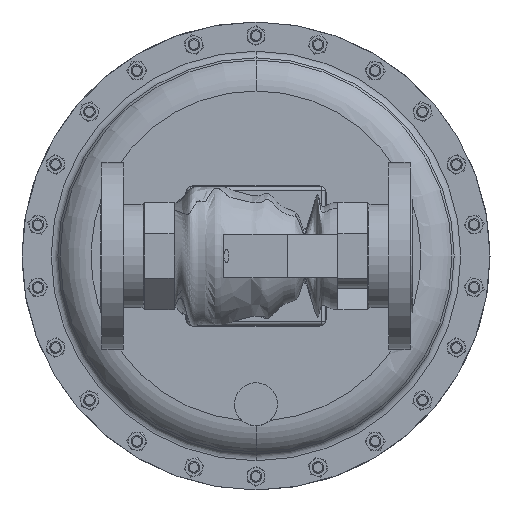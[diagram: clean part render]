
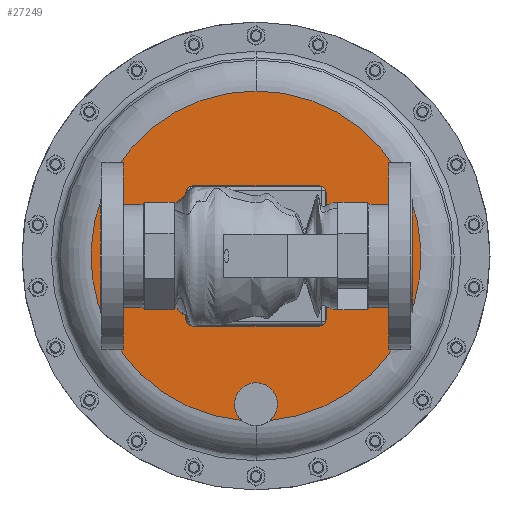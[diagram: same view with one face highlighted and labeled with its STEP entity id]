
A CAD part, front view. The second image highlights one B-rep face of the part: STEP entity #27249.
In plain terms, the highlighted planar face has unit normal (0, -1, 0).
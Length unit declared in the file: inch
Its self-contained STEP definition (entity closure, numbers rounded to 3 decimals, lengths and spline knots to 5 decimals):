
#411 = ORIENTED_EDGE ( 'NONE', *, *, #13537, .T. ) ;
#1672 = ORIENTED_EDGE ( 'NONE', *, *, #22772, .F. ) ;
#3019 = AXIS2_PLACEMENT_3D ( 'NONE', #3858, #40207, #9080 ) ;
#3120 = CIRCLE ( 'NONE', #61514, 0.97 ) ;
#3546 = CARTESIAN_POINT ( 'NONE',  ( 2.3337, 9.63964, 3.32639 ) ) ;
#3858 = CARTESIAN_POINT ( 'NONE',  ( 2.3337, 9.63964, 8.07639 ) ) ;
#5960 = DIRECTION ( 'NONE',  ( 0., -1., 0. ) ) ;
#6768 = CARTESIAN_POINT ( 'NONE',  ( 2.3337, 9.63964, 3.32639 ) ) ;
#8752 = DIRECTION ( 'NONE',  ( -0.999, 0., 0.046 ) ) ;
#9080 = DIRECTION ( 'NONE',  ( 0., 0., -1. ) ) ;
#9234 = EDGE_CURVE ( 'NONE', #24786, #55954, #47856, .T. ) ;
#11959 = DIRECTION ( 'NONE',  ( -0.999, 0., 0.046 ) ) ;
#12780 = DIRECTION ( 'NONE',  ( 0., -1., 0. ) ) ;
#13507 = EDGE_CURVE ( 'NONE', #24786, #31685, #64203, .T. ) ;
#13537 = EDGE_CURVE ( 'NONE', #31685, #22577, #48458, .T. ) ;
#14401 = CIRCLE ( 'NONE', #33798, 0.6875 ) ;
#15105 = DIRECTION ( 'NONE',  ( 0., 0., -1. ) ) ;
#16192 = DIRECTION ( 'NONE',  ( 0., -1., 0. ) ) ;
#16969 = FACE_BOUND ( 'NONE', #26004, .T. ) ;
#17573 = ORIENTED_EDGE ( 'NONE', *, *, #66694, .F. ) ;
#17890 = VERTEX_POINT ( 'NONE', #31756 ) ;
#19824 = DIRECTION ( 'NONE',  ( 0., -1., 0. ) ) ;
#22577 = VERTEX_POINT ( 'NONE', #38422 ) ;
#22772 = EDGE_CURVE ( 'NONE', #30403, #56219, #35137, .T. ) ;
#24786 = VERTEX_POINT ( 'NONE', #28588 ) ;
#25319 = CARTESIAN_POINT ( 'NONE',  ( 2.3337, 9.63964, 8.07639 ) ) ;
#26004 = EDGE_LOOP ( 'NONE', ( #56515, #1672 ) ) ;
#27249 = ADVANCED_FACE ( 'NONE', ( #16969, #44682 ), #46070, .T. ) ;
#28588 = CARTESIAN_POINT ( 'NONE',  ( 2.783, 9.63964, 2.80601 ) ) ;
#30403 = VERTEX_POINT ( 'NONE', #49051 ) ;
#31685 = VERTEX_POINT ( 'NONE', #50927 ) ;
#31756 = CARTESIAN_POINT ( 'NONE',  ( 1.64694, 9.63964, 3.35831 ) ) ;
#31956 = ORIENTED_EDGE ( 'NONE', *, *, #13507, .T. ) ;
#32376 = AXIS2_PLACEMENT_3D ( 'NONE', #47383, #16192, #52723 ) ;
#33798 = AXIS2_PLACEMENT_3D ( 'NONE', #6768, #43135, #11959 ) ;
#35137 = CIRCLE ( 'NONE', #3019, 0.97 ) ;
#35786 = AXIS2_PLACEMENT_3D ( 'NONE', #43967, #12780, #49251 ) ;
#37104 = CARTESIAN_POINT ( 'NONE',  ( 2.3337, 9.63964, 8.07639 ) ) ;
#38422 = CARTESIAN_POINT ( 'NONE',  ( 1.88441, 9.63964, 2.80601 ) ) ;
#39864 = CARTESIAN_POINT ( 'NONE',  ( 3.02046, 9.63964, 3.29447 ) ) ;
#39896 = DIRECTION ( 'NONE',  ( 0., -1., 0. ) ) ;
#40207 = DIRECTION ( 'NONE',  ( 0., -1., 0. ) ) ;
#40988 = ORIENTED_EDGE ( 'NONE', *, *, #47729, .F. ) ;
#42319 = DIRECTION ( 'NONE',  ( 0., 0., -1. ) ) ;
#43135 = DIRECTION ( 'NONE',  ( 0., -1., 0. ) ) ;
#43967 = CARTESIAN_POINT ( 'NONE',  ( 2.3337, 9.63964, 3.32639 ) ) ;
#44682 = FACE_OUTER_BOUND ( 'NONE', #46451, .T. ) ;
#46070 = PLANE ( 'NONE',  #62704 ) ;
#46293 = DIRECTION ( 'NONE',  ( 0., -1., 0. ) ) ;
#46375 = AXIS2_PLACEMENT_3D ( 'NONE', #37104, #5960, #42319 ) ;
#46451 = EDGE_LOOP ( 'NONE', ( #31956, #411, #40988, #17573, #49290 ) ) ;
#47383 = CARTESIAN_POINT ( 'NONE',  ( 2.3337, 9.63964, 8.07639 ) ) ;
#47729 = EDGE_CURVE ( 'NONE', #17890, #22577, #55339, .T. ) ;
#47856 = CIRCLE ( 'NONE', #35786, 0.6875 ) ;
#48458 = CIRCLE ( 'NONE', #46375, 5.28949 ) ;
#49051 = CARTESIAN_POINT ( 'NONE',  ( 2.3337, 9.63964, 9.04639 ) ) ;
#49251 = DIRECTION ( 'NONE',  ( -0.999, 0., 0.046 ) ) ;
#49290 = ORIENTED_EDGE ( 'NONE', *, *, #9234, .F. ) ;
#50838 = AXIS2_PLACEMENT_3D ( 'NONE', #3546, #39896, #8752 ) ;
#50927 = CARTESIAN_POINT ( 'NONE',  ( 2.3337, 9.63964, 13.36588 ) ) ;
#51123 = CARTESIAN_POINT ( 'NONE',  ( 2.3337, 9.63964, 8.07639 ) ) ;
#52723 = DIRECTION ( 'NONE',  ( 0., 0., -1. ) ) ;
#55339 = CIRCLE ( 'NONE', #50838, 0.6875 ) ;
#55954 = VERTEX_POINT ( 'NONE', #39864 ) ;
#56219 = VERTEX_POINT ( 'NONE', #57360 ) ;
#56438 = DIRECTION ( 'NONE',  ( 0., 0., -1. ) ) ;
#56515 = ORIENTED_EDGE ( 'NONE', *, *, #64566, .F. ) ;
#57360 = CARTESIAN_POINT ( 'NONE',  ( 2.3337, 9.63964, 7.10639 ) ) ;
#61514 = AXIS2_PLACEMENT_3D ( 'NONE', #51123, #19824, #56438 ) ;
#62704 = AXIS2_PLACEMENT_3D ( 'NONE', #25319, #46293, #15105 ) ;
#64203 = CIRCLE ( 'NONE', #32376, 5.28949 ) ;
#64566 = EDGE_CURVE ( 'NONE', #56219, #30403, #3120, .T. ) ;
#66694 = EDGE_CURVE ( 'NONE', #55954, #17890, #14401, .T. ) ;
